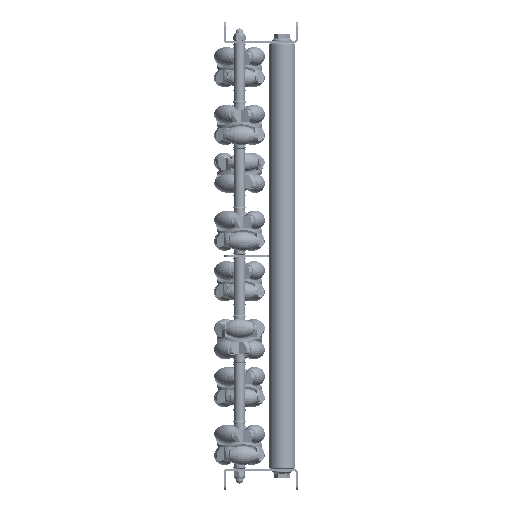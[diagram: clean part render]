
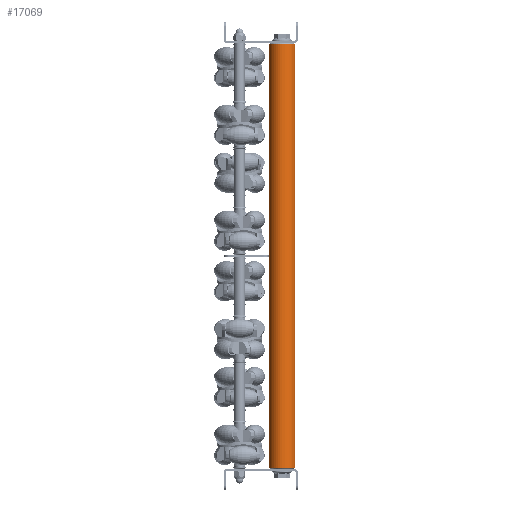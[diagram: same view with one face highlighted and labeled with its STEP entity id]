
A CAD part, left-side view. The second image highlights one B-rep face of the part: STEP entity #17069.
In plain terms, the highlighted cylindrical face has radius 12.5 mm (diameter 25 mm), a partial arc.
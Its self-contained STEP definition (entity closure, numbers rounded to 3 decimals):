
#1020 = DIRECTION ( 'NONE',  ( 0., 0., -1. ) ) ;
#1129 = VERTEX_POINT ( 'NONE', #2923 ) ;
#1924 = VERTEX_POINT ( 'NONE', #6553 ) ;
#2046 = ORIENTED_EDGE ( 'NONE', *, *, #19406, .T. ) ;
#2923 = CARTESIAN_POINT ( 'NONE',  ( 1., 0., 12.5 ) ) ;
#3378 = LINE ( 'NONE', #13207, #14182 ) ;
#3472 = EDGE_LOOP ( 'NONE', ( #13463, #17421, #2046, #14201 ) ) ;
#4108 = AXIS2_PLACEMENT_3D ( 'NONE', #15139, #23125, #10970 ) ;
#4624 = CARTESIAN_POINT ( 'NONE',  ( 400., 0., 0. ) ) ;
#4778 = DIRECTION ( 'NONE',  ( -1., 0., 0. ) ) ;
#4873 = DIRECTION ( 'NONE',  ( 0., 0., 1. ) ) ;
#4905 = LINE ( 'NONE', #18930, #16027 ) ;
#5613 = AXIS2_PLACEMENT_3D ( 'NONE', #18725, #9295, #1020 ) ;
#6553 = CARTESIAN_POINT ( 'NONE',  ( 399., 0., -12.5 ) ) ;
#7315 = DIRECTION ( 'NONE',  ( -1., 0., 0. ) ) ;
#7630 = EDGE_CURVE ( 'NONE', #1924, #21511, #17504, .T. ) ;
#8344 = EDGE_CURVE ( 'NONE', #1924, #20732, #3378, .T. ) ;
#8556 = DIRECTION ( 'NONE',  ( -1., 0., 0. ) ) ;
#9295 = DIRECTION ( 'NONE',  ( 1., 0., 0. ) ) ;
#10970 = DIRECTION ( 'NONE',  ( 0., 0., -1. ) ) ;
#11501 = CIRCLE ( 'NONE', #5613, 12.5 ) ;
#13207 = CARTESIAN_POINT ( 'NONE',  ( 400., 0., -12.5 ) ) ;
#13463 = ORIENTED_EDGE ( 'NONE', *, *, #8344, .F. ) ;
#14182 = VECTOR ( 'NONE', #7315, 1000. ) ;
#14201 = ORIENTED_EDGE ( 'NONE', *, *, #23780, .T. ) ;
#15139 = CARTESIAN_POINT ( 'NONE',  ( 399., 0., 0. ) ) ;
#15897 = FACE_OUTER_BOUND ( 'NONE', #3472, .T. ) ;
#16027 = VECTOR ( 'NONE', #4778, 1000. ) ;
#16862 = CARTESIAN_POINT ( 'NONE',  ( 1., 0., -12.5 ) ) ;
#17069 = ADVANCED_FACE ( 'NONE', ( #15897 ), #18771, .T. ) ;
#17421 = ORIENTED_EDGE ( 'NONE', *, *, #7630, .T. ) ;
#17504 = CIRCLE ( 'NONE', #4108, 12.5 ) ;
#17945 = CARTESIAN_POINT ( 'NONE',  ( 399., 0., 12.5 ) ) ;
#18725 = CARTESIAN_POINT ( 'NONE',  ( 1., 0., 0. ) ) ;
#18771 = CYLINDRICAL_SURFACE ( 'NONE', #22914, 12.5 ) ;
#18930 = CARTESIAN_POINT ( 'NONE',  ( 400., 0., 12.5 ) ) ;
#19406 = EDGE_CURVE ( 'NONE', #21511, #1129, #4905, .T. ) ;
#20732 = VERTEX_POINT ( 'NONE', #16862 ) ;
#21511 = VERTEX_POINT ( 'NONE', #17945 ) ;
#22914 = AXIS2_PLACEMENT_3D ( 'NONE', #4624, #8556, #4873 ) ;
#23125 = DIRECTION ( 'NONE',  ( -1., 0., 0. ) ) ;
#23780 = EDGE_CURVE ( 'NONE', #1129, #20732, #11501, .T. ) ;
